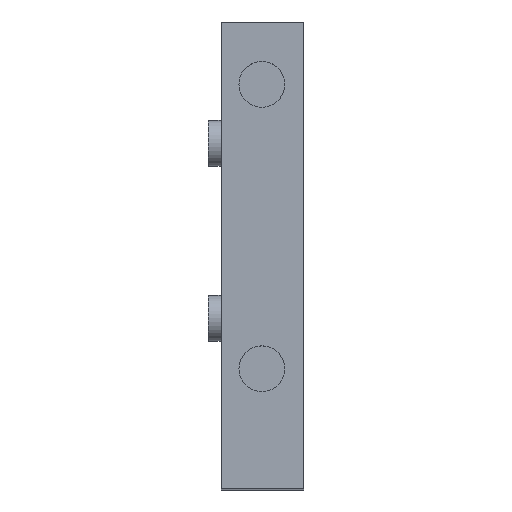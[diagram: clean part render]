
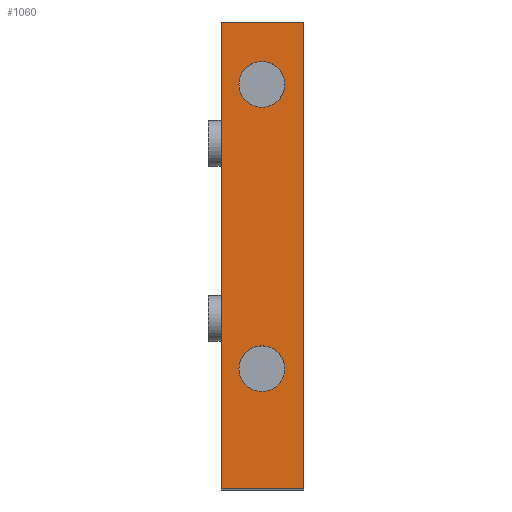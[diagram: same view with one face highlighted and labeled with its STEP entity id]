
A CAD part, top view. The second image highlights one B-rep face of the part: STEP entity #1060.
In plain terms, the highlighted planar face has unit normal (0, 0, 1).
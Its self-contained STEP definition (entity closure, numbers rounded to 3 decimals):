
#32=FACE_BOUND('',#199,.T.);
#33=FACE_BOUND('',#200,.T.);
#74=PLANE('',#1146);
#125=FACE_OUTER_BOUND('',#198,.T.);
#198=EDGE_LOOP('',(#905,#906,#907,#908,#909,#910,#911,#912,#913));
#199=EDGE_LOOP('',(#914));
#200=EDGE_LOOP('',(#915));
#276=LINE('',#1624,#379);
#277=LINE('',#1626,#380);
#293=LINE('',#1664,#396);
#294=LINE('',#1666,#397);
#295=LINE('',#1667,#398);
#309=LINE('',#1708,#412);
#310=LINE('',#1710,#413);
#311=LINE('',#1712,#414);
#312=LINE('',#1713,#415);
#379=VECTOR('',#1313,10.);
#380=VECTOR('',#1314,10.);
#396=VECTOR('',#1338,10.);
#397=VECTOR('',#1339,10.);
#398=VECTOR('',#1340,10.);
#412=VECTOR('',#1386,10.);
#413=VECTOR('',#1387,10.);
#414=VECTOR('',#1388,10.);
#415=VECTOR('',#1389,10.);
#467=CIRCLE('',#1147,2.5);
#468=CIRCLE('',#1148,2.5);
#522=VERTEX_POINT('',#1621);
#523=VERTEX_POINT('',#1623);
#524=VERTEX_POINT('',#1625);
#541=VERTEX_POINT('',#1661);
#542=VERTEX_POINT('',#1663);
#543=VERTEX_POINT('',#1665);
#554=VERTEX_POINT('',#1707);
#555=VERTEX_POINT('',#1709);
#556=VERTEX_POINT('',#1711);
#557=VERTEX_POINT('',#1714);
#558=VERTEX_POINT('',#1716);
#640=EDGE_CURVE('',#522,#523,#276,.T.);
#641=EDGE_CURVE('',#523,#524,#277,.T.);
#660=EDGE_CURVE('',#542,#541,#293,.T.);
#661=EDGE_CURVE('',#542,#543,#294,.T.);
#662=EDGE_CURVE('',#543,#522,#295,.T.);
#682=EDGE_CURVE('',#554,#524,#309,.T.);
#683=EDGE_CURVE('',#555,#541,#310,.T.);
#684=EDGE_CURVE('',#556,#555,#311,.T.);
#685=EDGE_CURVE('',#554,#556,#312,.T.);
#686=EDGE_CURVE('',#557,#557,#467,.T.);
#687=EDGE_CURVE('',#558,#558,#468,.T.);
#905=ORIENTED_EDGE('',*,*,#682,.T.);
#906=ORIENTED_EDGE('',*,*,#641,.F.);
#907=ORIENTED_EDGE('',*,*,#640,.F.);
#908=ORIENTED_EDGE('',*,*,#662,.F.);
#909=ORIENTED_EDGE('',*,*,#661,.F.);
#910=ORIENTED_EDGE('',*,*,#660,.T.);
#911=ORIENTED_EDGE('',*,*,#683,.F.);
#912=ORIENTED_EDGE('',*,*,#684,.F.);
#913=ORIENTED_EDGE('',*,*,#685,.F.);
#914=ORIENTED_EDGE('',*,*,#686,.T.);
#915=ORIENTED_EDGE('',*,*,#687,.T.);
#1060=ADVANCED_FACE('',(#125,#32,#33),#74,.T.);
#1146=AXIS2_PLACEMENT_3D('',#1706,#1384,#1385);
#1147=AXIS2_PLACEMENT_3D('',#1715,#1390,#1391);
#1148=AXIS2_PLACEMENT_3D('',#1717,#1392,#1393);
#1313=DIRECTION('',(0.,1.,0.));
#1314=DIRECTION('',(0.,1.,0.));
#1338=DIRECTION('',(1.,0.,0.));
#1339=DIRECTION('',(-1.,0.,0.));
#1340=DIRECTION('',(-1.,0.,0.));
#1384=DIRECTION('center_axis',(0.,0.,
1.));
#1385=DIRECTION('ref_axis',(-1.,0.,0.));
#1386=DIRECTION('',(-1.,0.,0.));
#1387=DIRECTION('',(0.,-1.,0.));
#1388=DIRECTION('',(0.,-1.,0.));
#1389=DIRECTION('',(0.,-1.,0.));
#1390=DIRECTION('center_axis',(0.,0.,
-1.));
#1391=DIRECTION('ref_axis',(-1.,0.,0.));
#1392=DIRECTION('center_axis',(0.,0.,
-1.));
#1393=DIRECTION('ref_axis',(-1.,0.,0.));
#1621=CARTESIAN_POINT('',(220.6,229.7,774.));
#1623=CARTESIAN_POINT('',(220.6,236.6,774.));
#1624=CARTESIAN_POINT('',(220.6,263.475,774.));
#1625=CARTESIAN_POINT('',(220.6,280.6,774.));
#1626=CARTESIAN_POINT('',(220.6,278.1,774.));
#1661=CARTESIAN_POINT('',(229.6,229.7,774.));
#1663=CARTESIAN_POINT('',(228.6,229.7,774.));
#1664=CARTESIAN_POINT('',(228.6,229.7,774.));
#1665=CARTESIAN_POINT('',(221.6,229.7,774.));
#1666=CARTESIAN_POINT('',(222.2,229.7,774.));
#1667=CARTESIAN_POINT('',(221.6,229.7,774.));
#1706=CARTESIAN_POINT('Origin',(227.6,236.6,774.));
#1707=CARTESIAN_POINT('',(229.6,280.6,774.));
#1708=CARTESIAN_POINT('',(222.6,280.6,774.));
#1709=CARTESIAN_POINT('',(229.6,236.6,774.));
#1710=CARTESIAN_POINT('',(229.6,263.475,774.));
#1711=CARTESIAN_POINT('',(229.6,237.744,774.));
#1712=CARTESIAN_POINT('',(229.6,239.1,774.));
#1713=CARTESIAN_POINT('',(229.6,239.1,774.));
#1714=CARTESIAN_POINT('',(227.538,273.802,774.));
#1715=CARTESIAN_POINT('Origin',(225.038,273.802,774.));
#1716=CARTESIAN_POINT('',(227.54,242.802,774.));
#1717=CARTESIAN_POINT('Origin',(225.04,242.802,774.));
